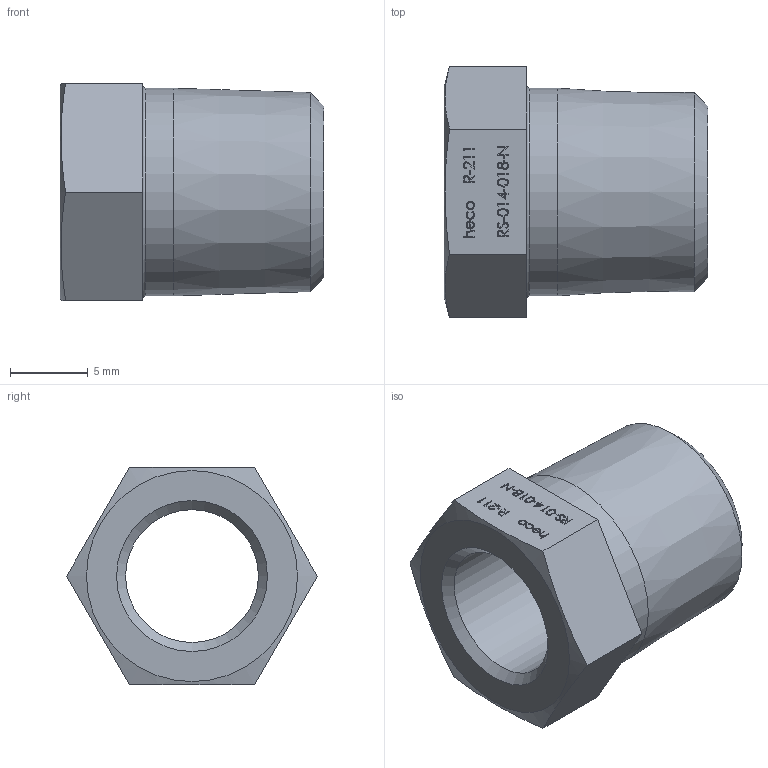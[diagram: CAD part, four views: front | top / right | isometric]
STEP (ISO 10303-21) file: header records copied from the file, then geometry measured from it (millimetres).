
FILE_DESCRIPTION (( 'STEP AP214' ), '1' );
FILE_NAME ('RS-014-018-N R-209 Reduzierstück 2011.STEP', '2020-11-06T12:22:56', ( '' ), ( '' ), 'SwSTEP 2.0', 'SolidWorks 2019', '' );
FILE_SCHEMA (( 'AUTOMOTIVE_DESIGN' ));
Length unit declared in the file: millimetre
Products named in the file (1): RS-014-018-N R-209 Reduzierstück 2011
Bounding box: 17 x 16.17 x 14.01 mm (x, y, z)
Volume: 1480.9 mm3; surface area: 1361.8 mm2
Topology: 1 solids, 1 shells, 254 faces, 659 edges, 438 vertices
Faces by surface type: plane 145, bspline 101, cone 5, cylinder 2, torus 1
Full cylindrical faces by diameter (mm): 8.566 x1, 13.388 x1
Entity records: 15797 total; most frequent: CARTESIAN_POINT 7767, ORIENTED_EDGE 1298, DIRECTION 759, EDGE_CURVE 649, VERTEX_POINT 436, LINE 431, VECTOR 431, EDGE_LOOP 295
